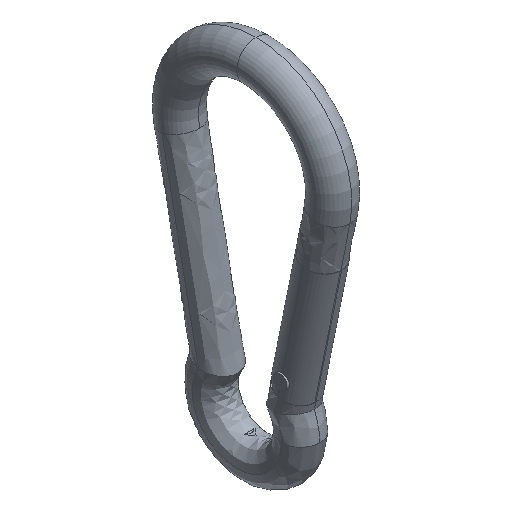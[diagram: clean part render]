
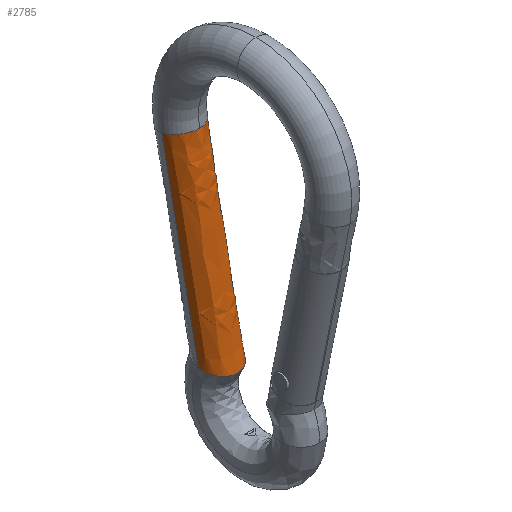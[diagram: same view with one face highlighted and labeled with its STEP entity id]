
A CAD part, isometric view. The second image highlights one B-rep face of the part: STEP entity #2785.
In plain terms, the highlighted free-form (B-spline) face has degree [3, 3] with [4, 7] control points.
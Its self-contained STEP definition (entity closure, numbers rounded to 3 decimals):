
#2224=CARTESIAN_POINT('',(-0.118,0.236,-1.236));
#2225=VERTEX_POINT('',#2224);
#2255=CARTESIAN_POINT('',(0.118,0.236,-1.236));
#2256=VERTEX_POINT('',#2255);
#2284=CARTESIAN_POINT('',(0.118,0.236,-1.236));
#2285=CARTESIAN_POINT('',(0.118,-0.013,-1.279));
#2286=CARTESIAN_POINT('',(-0.118,-0.013,-1.279));
#2287=CARTESIAN_POINT('',(-0.118,0.236,-1.236));
#2295=(BOUNDED_CURVE()B_SPLINE_CURVE(3,(#2284,#2285,#2286,#2287),.UNSPECIFIED.,.F.,.U.)B_SPLINE_CURVE_WITH_KNOTS((4,4),(0.0,0.5),.UNSPECIFIED.)CURVE()GEOMETRIC_REPRESENTATION_ITEM()RATIONAL_B_SPLINE_CURVE((1.0,0.333,0.333,1.0))REPRESENTATION_ITEM(''));
#2296=EDGE_CURVE('',#2256,#2225,#2295,.T.);
#2716=CARTESIAN_POINT('',(0.118,0.236,-1.236));
#2717=CARTESIAN_POINT('',(0.118,-0.013,-1.279));
#2718=CARTESIAN_POINT('',(-0.118,-0.013,-1.279));
#2719=CARTESIAN_POINT('',(-0.118,0.236,-1.236));
#2720=CARTESIAN_POINT('',(0.118,0.274,-1.045));
#2721=CARTESIAN_POINT('',(0.118,0.028,-1.074));
#2722=CARTESIAN_POINT('',(-0.118,0.028,-1.074));
#2723=CARTESIAN_POINT('',(-0.118,0.274,-1.045));
#2724=CARTESIAN_POINT('',(0.118,0.312,-0.855));
#2725=CARTESIAN_POINT('',(0.118,0.068,-0.868));
#2726=CARTESIAN_POINT('',(-0.118,0.068,-0.868));
#2727=CARTESIAN_POINT('',(-0.118,0.312,-0.855));
#2728=CARTESIAN_POINT('',(0.118,0.35,-0.664));
#2729=CARTESIAN_POINT('',(0.118,0.109,-0.663));
#2730=CARTESIAN_POINT('',(-0.118,0.109,-0.663));
#2731=CARTESIAN_POINT('',(-0.118,0.35,-0.664));
#2732=CARTESIAN_POINT('',(0.118,0.388,-0.473));
#2733=CARTESIAN_POINT('',(0.118,0.15,-0.457));
#2734=CARTESIAN_POINT('',(-0.118,0.15,-0.457));
#2735=CARTESIAN_POINT('',(-0.118,0.388,-0.473));
#2736=CARTESIAN_POINT('',(0.118,0.426,-0.283));
#2737=CARTESIAN_POINT('',(0.118,0.191,-0.252));
#2738=CARTESIAN_POINT('',(-0.118,0.191,-0.252));
#2739=CARTESIAN_POINT('',(-0.118,0.426,-0.283));
#2740=CARTESIAN_POINT('',(0.118,0.463,-0.092));
#2741=CARTESIAN_POINT('',(0.118,0.232,-0.046));
#2742=CARTESIAN_POINT('',(-0.118,0.232,-0.046));
#2743=CARTESIAN_POINT('',(-0.118,0.463,-0.092));
#2751=(BOUNDED_SURFACE()B_SPLINE_SURFACE(3,3,((#2716,#2720,#2724,#2728,#2732,#2736,#2740),(#2717,#2721,#2725,#2729,#2733,#2737,#2741),(#2718,#2722,#2726,#2730,#2734,#2738,#2742),(#2719,#2723,#2727,#2731,#2735,#2739,#2743)),.UNSPECIFIED.,.F.,.F.,.F.)B_SPLINE_SURFACE_WITH_KNOTS((4,4),(4,3,4),(0.0,0.5),(0.0,0.5,1.0),.UNSPECIFIED.)GEOMETRIC_REPRESENTATION_ITEM()RATIONAL_B_SPLINE_SURFACE(((1.0,1.0,1.0,1.0,1.0,1.0,1.0),(0.333,0.333,0.333,0.333,0.333,0.333,0.333),(0.333,0.333,0.333,0.333,0.333,0.333,0.333),(1.0,1.0,1.0,1.0,1.0,1.0,1.0)))REPRESENTATION_ITEM('')SURFACE());
#2752=CARTESIAN_POINT('',(-0.118,0.463,-0.092));
#2753=VERTEX_POINT('',#2752);
#2754=CARTESIAN_POINT('',(-0.118,0.236,-1.236));
#2755=CARTESIAN_POINT('',(-0.118,0.463,-0.092));
#2756=QUASI_UNIFORM_CURVE('',1,(#2754,#2755),.UNSPECIFIED.,.F.,.U.);
#2757=EDGE_CURVE('',#2225,#2753,#2756,.T.);
#2758=ORIENTED_EDGE('',*,*,#2757,.F.);
#2759=ORIENTED_EDGE('',*,*,#2296,.F.);
#2760=CARTESIAN_POINT('',(0.118,0.463,-0.092));
#2761=VERTEX_POINT('',#2760);
#2762=CARTESIAN_POINT('',(0.118,0.236,-1.236));
#2763=CARTESIAN_POINT('',(0.118,0.463,-0.092));
#2764=QUASI_UNIFORM_CURVE('',1,(#2762,#2763),.UNSPECIFIED.,.F.,.U.);
#2765=EDGE_CURVE('',#2256,#2761,#2764,.T.);
#2766=ORIENTED_EDGE('',*,*,#2765,.T.);
#2767=CARTESIAN_POINT('',(0.,0.348,-0.069));
#2768=VERTEX_POINT('',#2767);
#2769=CARTESIAN_POINT('',(0.,0.463,-0.092));
#2770=DIRECTION('',(0.,0.195,0.981));
#2771=DIRECTION('',(0.,-0.981,0.195));
#2772=AXIS2_PLACEMENT_3D('',#2769,#2770,#2771);
#2773=CIRCLE('',#2772,0.118);
#2774=EDGE_CURVE('',#2768,#2761,#2773,.T.);
#2775=ORIENTED_EDGE('',*,*,#2774,.F.);
#2776=CARTESIAN_POINT('',(0.,0.463,-0.092));
#2777=DIRECTION('',(0.,0.195,0.981));
#2778=DIRECTION('',(0.,-0.981,0.195));
#2779=AXIS2_PLACEMENT_3D('',#2776,#2777,#2778);
#2780=CIRCLE('',#2779,0.118);
#2781=EDGE_CURVE('',#2753,#2768,#2780,.T.);
#2782=ORIENTED_EDGE('',*,*,#2781,.F.);
#2783=EDGE_LOOP('',(#2758,#2759,#2766,#2775,#2782));
#2784=FACE_OUTER_BOUND('',#2783,.T.);
#2785=ADVANCED_FACE('',(#2784),#2751,.F.);
